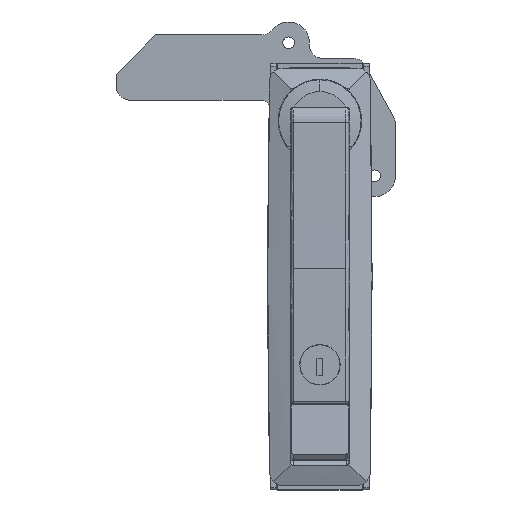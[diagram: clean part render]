
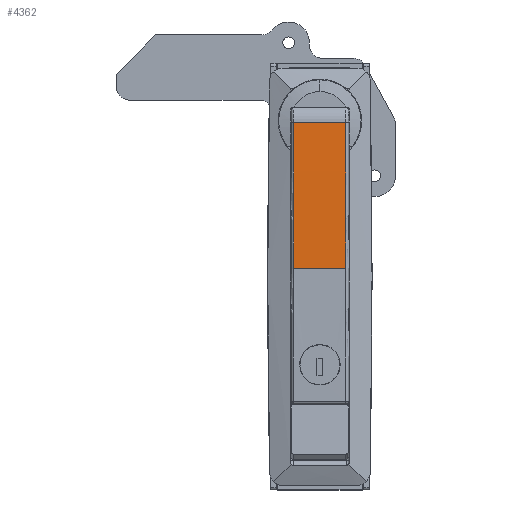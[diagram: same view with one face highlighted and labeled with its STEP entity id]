
A CAD part, top view. The second image highlights one B-rep face of the part: STEP entity #4362.
In plain terms, the highlighted cylindrical face has radius 3000 mm (diameter 6000 mm), a partial arc.
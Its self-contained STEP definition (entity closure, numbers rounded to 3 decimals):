
#48 = DIRECTION ( 'NONE',  ( 1., 0., 0. ) ) ;
#356 = VERTEX_POINT ( 'NONE', #16855 ) ;
#1089 = DIRECTION ( 'NONE',  ( 1., 0., 0. ) ) ;
#1305 = VECTOR ( 'NONE', #7817, 1000. ) ;
#1516 = CARTESIAN_POINT ( 'NONE',  ( -10., -56.54, 2992. ) ) ;
#2051 = EDGE_CURVE ( 'NONE', #356, #7143, #12561, .T. ) ;
#2345 = DIRECTION ( 'NONE',  ( 0., 1., 0. ) ) ;
#2704 = ORIENTED_EDGE ( 'NONE', *, *, #8571, .T. ) ;
#4362 = ADVANCED_FACE ( 'NONE', ( #13627 ), #12233, .T. ) ;
#5101 = CARTESIAN_POINT ( 'NONE',  ( 10., -0.519, -7.477 ) ) ;
#5663 = AXIS2_PLACEMENT_3D ( 'NONE', #18752, #1089, #9778 ) ;
#6179 = CARTESIAN_POINT ( 'NONE',  ( -11., -56.54, -8. ) ) ;
#6534 = CIRCLE ( 'NONE', #11345, 3000. ) ;
#7143 = VERTEX_POINT ( 'NONE', #5101 ) ;
#7361 = CARTESIAN_POINT ( 'NONE',  ( -11., -0.519, -7.477 ) ) ;
#7817 = DIRECTION ( 'NONE',  ( 1., 0., 0. ) ) ;
#8510 = VERTEX_POINT ( 'NONE', #17362 ) ;
#8571 = EDGE_CURVE ( 'NONE', #8510, #356, #15809, .T. ) ;
#9624 = ORIENTED_EDGE ( 'NONE', *, *, #18207, .F. ) ;
#9778 = DIRECTION ( 'NONE',  ( 0., 0., -1. ) ) ;
#10116 = AXIS2_PLACEMENT_3D ( 'NONE', #1516, #48, #16253 ) ;
#10507 = VERTEX_POINT ( 'NONE', #10568 ) ;
#10568 = CARTESIAN_POINT ( 'NONE',  ( 10., -56.54, -8. ) ) ;
#10985 = ORIENTED_EDGE ( 'NONE', *, *, #13206, .T. ) ;
#11287 = LINE ( 'NONE', #6179, #1305 ) ;
#11345 = AXIS2_PLACEMENT_3D ( 'NONE', #18917, #12935, #2345 ) ;
#11842 = DIRECTION ( 'NONE',  ( 1., 0., 0. ) ) ;
#12233 = CYLINDRICAL_SURFACE ( 'NONE', #5663, 3000. ) ;
#12561 = LINE ( 'NONE', #7361, #13684 ) ;
#12935 = DIRECTION ( 'NONE',  ( -1., 0., 0. ) ) ;
#13206 = EDGE_CURVE ( 'NONE', #7143, #10507, #6534, .T. ) ;
#13627 = FACE_OUTER_BOUND ( 'NONE', #16356, .T. ) ;
#13684 = VECTOR ( 'NONE', #11842, 1000. ) ;
#15809 = CIRCLE ( 'NONE', #10116, 3000. ) ;
#16253 = DIRECTION ( 'NONE',  ( 0., -1., 0. ) ) ;
#16356 = EDGE_LOOP ( 'NONE', ( #9624, #2704, #16494, #10985 ) ) ;
#16494 = ORIENTED_EDGE ( 'NONE', *, *, #2051, .T. ) ;
#16855 = CARTESIAN_POINT ( 'NONE',  ( -10., -0.519, -7.477 ) ) ;
#17362 = CARTESIAN_POINT ( 'NONE',  ( -10., -56.54, -8. ) ) ;
#18207 = EDGE_CURVE ( 'NONE', #8510, #10507, #11287, .T. ) ;
#18752 = CARTESIAN_POINT ( 'NONE',  ( -11., -56.54, 2992. ) ) ;
#18917 = CARTESIAN_POINT ( 'NONE',  ( 10., -56.54, 2992. ) ) ;
